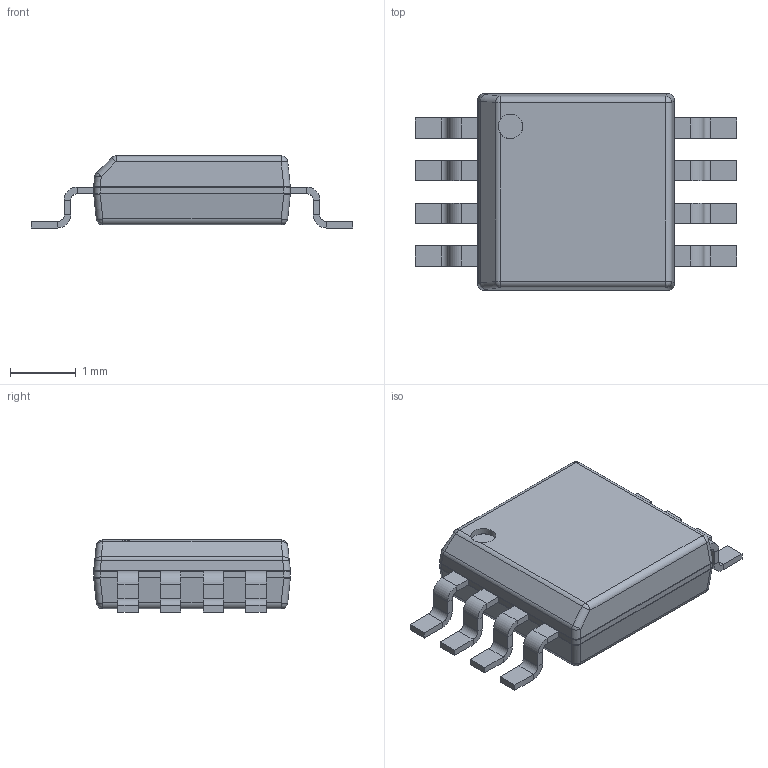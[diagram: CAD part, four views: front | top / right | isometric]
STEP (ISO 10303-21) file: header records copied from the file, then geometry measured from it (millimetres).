
FILE_DESCRIPTION(('Open CASCADE Model'),'2;1');
FILE_NAME('Open CASCADE Shape Model','2025-11-18T04:16:04',('Author'),( 'Open CASCADE'),'Open CASCADE STEP processor 7.5','Open CASCADE 7.5' ,'Unknown');
FILE_SCHEMA(('AUTOMOTIVE_DESIGN { 1 0 10303 214 1 1 1 1 }'));
Length unit declared in the file: millimetre
Products named in the file (7): PCB; Designator1; 19030051264; Open CASCADE STEP translator 7.5 23.1; Body; Open CASCADE STEP translator 7.5 23.2.1; Leader
Assembly tree (12 placements, depth 4):
  PCB
  Designator1
    19030051264
      Open CASCADE STEP translator 7.5 23.1
      Body
        Open CASCADE STEP translator 7.5 23.2.1
      Leader  x8
Bounding box: 4.9 x 3 x 1.1 mm (x, y, z)
Volume: 9.3 mm3; surface area: 37.5 mm2
Topology: 9 solids, 10 shells, 243 faces, 493 edges, 259 vertices
Faces by surface type: plane 161, cylinder 64, sphere 10, bspline 8
Full cylindrical faces by diameter (mm): 0.375 x1
Entity records: 3117 total; most frequent: CARTESIAN_POINT 1236, DIRECTION 372, ORIENTED_EDGE 349, EDGE_CURVE 175, AXIS2_PLACEMENT_3D 136, LINE 100, VECTOR 100, VERTEX_POINT 91
